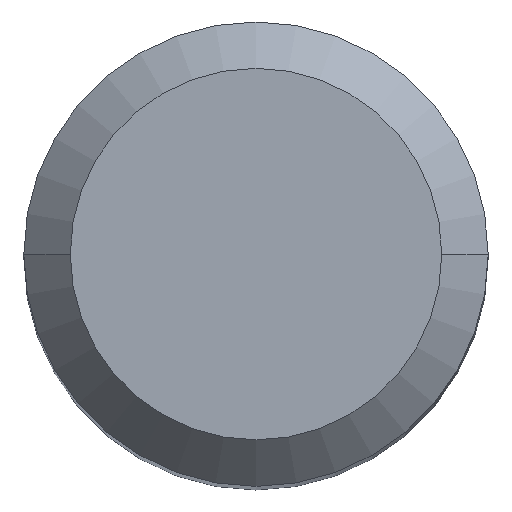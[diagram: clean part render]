
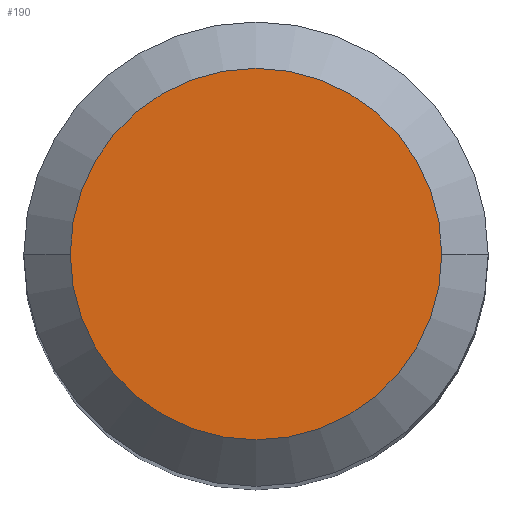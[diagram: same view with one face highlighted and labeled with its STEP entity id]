
A CAD part, top view. The second image highlights one B-rep face of the part: STEP entity #190.
In plain terms, the highlighted planar face has unit normal (0, 0, 1).
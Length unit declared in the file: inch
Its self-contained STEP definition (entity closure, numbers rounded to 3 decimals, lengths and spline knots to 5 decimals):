
#1 = CARTESIAN_POINT ( 'NONE',  ( -0.126, 0., 0. ) ) ;
#66 = EDGE_CURVE ( 'NONE', #468, #171, #74, .T. ) ;
#67 = DIRECTION ( 'NONE',  ( 0., 0., 1. ) ) ;
#70 = FACE_OUTER_BOUND ( 'NONE', #153, .T. ) ;
#74 = CIRCLE ( 'NONE', #453, 0.126 ) ;
#91 = DIRECTION ( 'NONE',  ( 0., 0., 1. ) ) ;
#101 = AXIS2_PLACEMENT_3D ( 'NONE', #220, #230, #478 ) ;
#139 = PLANE ( 'NONE',  #101 ) ;
#148 = ORIENTED_EDGE ( 'NONE', *, *, #66, .T. ) ;
#153 = EDGE_LOOP ( 'NONE', ( #328, #148 ) ) ;
#157 = CARTESIAN_POINT ( 'NONE',  ( 0., 0., 0. ) ) ;
#171 = VERTEX_POINT ( 'NONE', #1 ) ;
#190 = ADVANCED_FACE ( 'NONE', ( #70 ), #139, .F. ) ;
#211 = CIRCLE ( 'NONE', #473, 0.126 ) ;
#220 = CARTESIAN_POINT ( 'NONE',  ( 0., 0., 0. ) ) ;
#230 = DIRECTION ( 'NONE',  ( 0., 0., -1. ) ) ;
#232 = DIRECTION ( 'NONE',  ( 1., 0., 0. ) ) ;
#246 = EDGE_CURVE ( 'NONE', #171, #468, #211, .T. ) ;
#303 = CARTESIAN_POINT ( 'NONE',  ( 0.126, 0., 0. ) ) ;
#306 = DIRECTION ( 'NONE',  ( 1., 0., 0. ) ) ;
#328 = ORIENTED_EDGE ( 'NONE', *, *, #246, .T. ) ;
#357 = CARTESIAN_POINT ( 'NONE',  ( 0., 0., 0. ) ) ;
#453 = AXIS2_PLACEMENT_3D ( 'NONE', #357, #67, #232 ) ;
#468 = VERTEX_POINT ( 'NONE', #303 ) ;
#473 = AXIS2_PLACEMENT_3D ( 'NONE', #157, #91, #306 ) ;
#478 = DIRECTION ( 'NONE',  ( -1., 0., 0. ) ) ;
